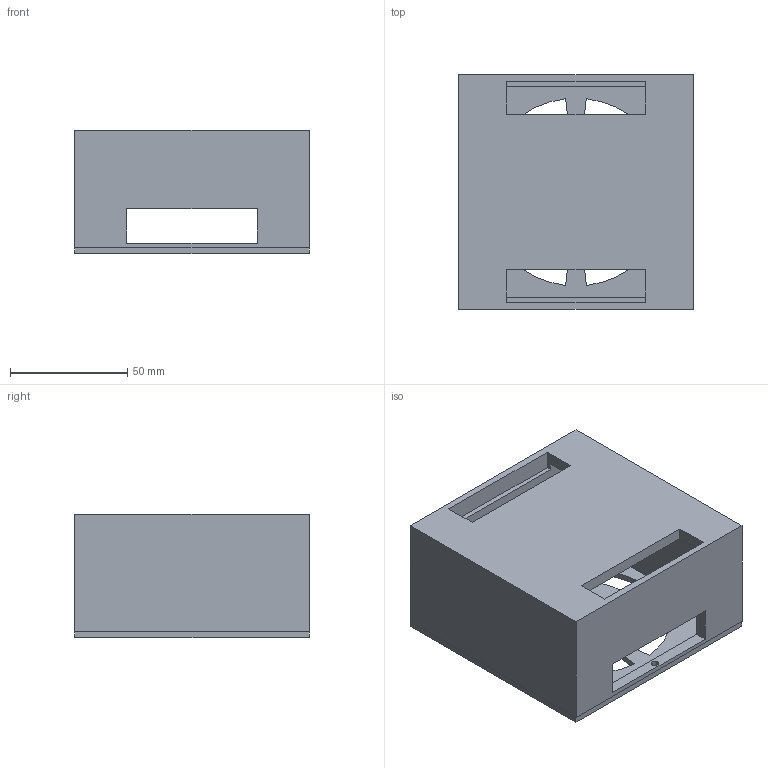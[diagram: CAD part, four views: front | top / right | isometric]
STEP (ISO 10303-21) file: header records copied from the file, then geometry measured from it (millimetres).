
FILE_DESCRIPTION (( 'STEP AP203' ), '1' );
FILE_NAME ('premnebolatha.STEP', '2026-02-02T17:50:36', ( '' ), ( '' ), 'SwSTEP 2.0', 'SolidWorks 2025', '' );
FILE_SCHEMA (( 'CONFIG_CONTROL_DESIGN' ));
Length unit declared in the file: inch
Products named in the file (3): premwala; isro_battery_disk; premnebolatha
Assembly tree (2 placements, depth 2):
  premnebolatha
    premwala
    isro_battery_disk
Bounding box: 100 x 100 x 52.5 mm (x, y, z)
Volume: 136387.8 mm3; surface area: 69949.7 mm2
Topology: 2 solids, 2 shells, 57 faces, 156 edges, 104 vertices
Faces by surface type: plane 41, cylinder 16
Entity records: 2149 total; most frequent: CARTESIAN_POINT 322, ORIENTED_EDGE 312, DIRECTION 312, EDGE_CURVE 156, VECTOR 124, LINE 124, VERTEX_POINT 104, AXIS2_PLACEMENT_3D 94
